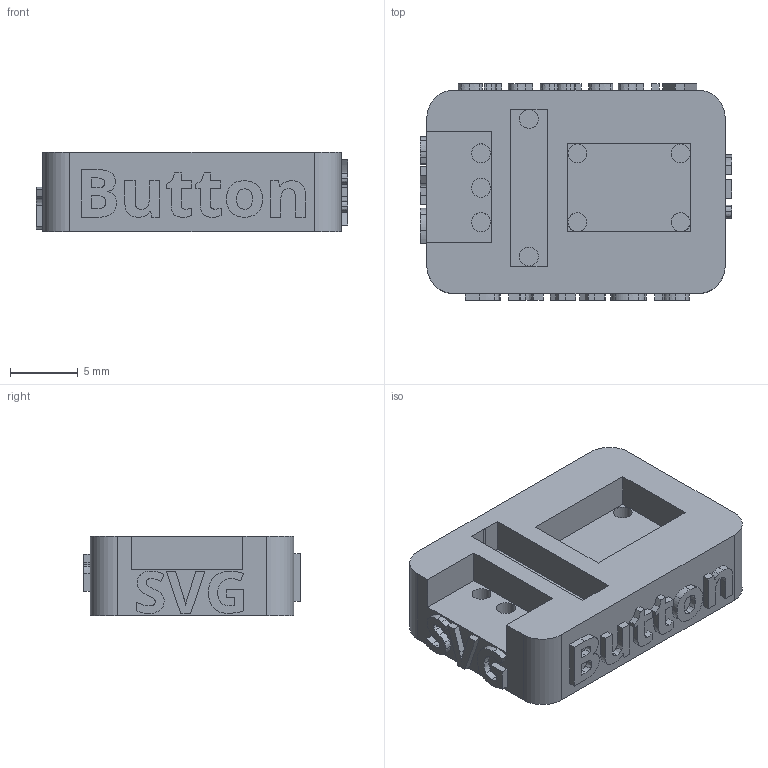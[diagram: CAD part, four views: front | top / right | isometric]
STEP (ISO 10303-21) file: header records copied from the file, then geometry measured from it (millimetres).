
FILE_DESCRIPTION(('FreeCAD Model'),'2;1');
FILE_NAME('Alhambra-button.step','2017-01-07T12:33:26',('Author'),(''), 'Open CASCADE STEP processor 6.8','FreeCAD','Unknown');
FILE_SCHEMA(('AUTOMOTIVE_DESIGN_CC2 { 1 2 10303 214 -1 1 5 4 }'));
Length unit declared in the file: millimetre
Products named in the file (2): ASSEMBLY; PCB-with-text
Assembly tree (1 placements, depth 2):
  ASSEMBLY
    PCB-with-text
Bounding box: 23 x 16 x 5.9 mm (x, y, z)
Volume: 1340.7 mm3; surface area: 1590.6 mm2
Topology: 1 solids, 1 shells, 444 faces, 1212 edges, 808 vertices
Faces by surface type: plane 226, extrusion 205, cylinder 13
Full cylindrical faces by diameter (mm): 1.4 x9
Entity records: 30553 total; most frequent: CARTESIAN_POINT 7648, DIRECTION 3483, VECTOR 2929, LINE 2724, ORIENTED_EDGE 2424, PCURVE 2424, DEFINITIONAL_REPRESENTATION 2424, EDGE_CURVE 1212
